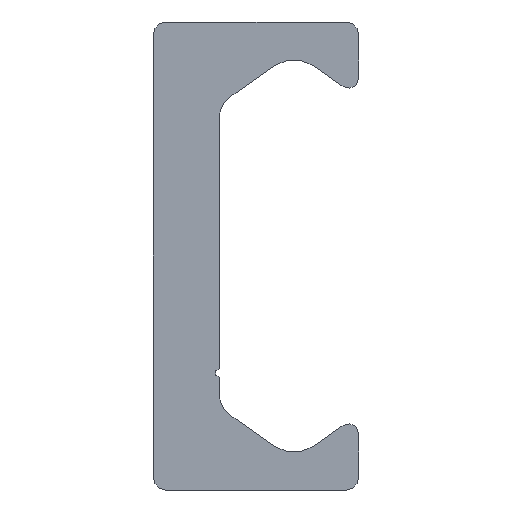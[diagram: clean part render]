
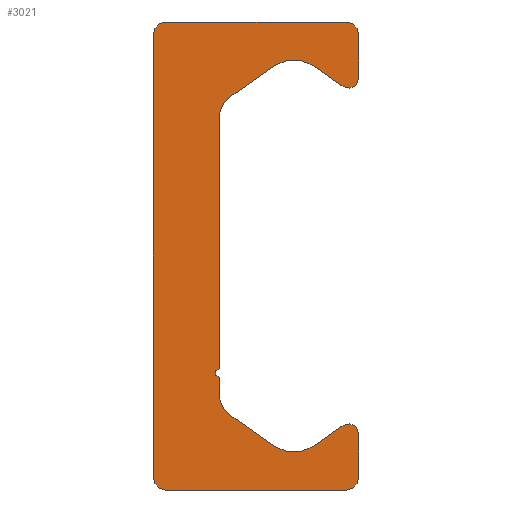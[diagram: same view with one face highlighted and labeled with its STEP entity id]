
A CAD part, left-side view. The second image highlights one B-rep face of the part: STEP entity #3021.
In plain terms, the highlighted planar face has unit normal (-1, 0, 0).
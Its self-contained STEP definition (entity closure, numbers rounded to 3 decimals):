
#2124=CARTESIAN_POINT('',(0.0,5.4,-14.));
#2125=VERTEX_POINT('',#2124);
#2132=CARTESIAN_POINT('',(0.0,6.15,-13.25));
#2133=VERTEX_POINT('',#2132);
#2134=CARTESIAN_POINT('',(0.0,5.4,-13.25));
#2135=DIRECTION('',(1.0,0.0,0.0));
#2136=DIRECTION('',(0.0,0.0,-1.0));
#2137=AXIS2_PLACEMENT_3D('',#2134,#2135,#2136);
#2138=CIRCLE('',#2137,0.75);
#2139=EDGE_CURVE('',#2125,#2133,#2138,.T.);
#2163=CARTESIAN_POINT('',(0.0,-5.4,-14.));
#2164=VERTEX_POINT('',#2163);
#2171=CARTESIAN_POINT('',(0.0,-5.4,-14.));
#2172=DIRECTION('',(0.0,1.0,0.0));
#2173=VECTOR('',#2172,10.8);
#2174=LINE('',#2171,#2173);
#2175=EDGE_CURVE('',#2164,#2125,#2174,.T.);
#2195=CARTESIAN_POINT('',(0.0,-6.15,-13.25));
#2196=VERTEX_POINT('',#2195);
#2203=CARTESIAN_POINT('',(0.0,-5.4,-13.25));
#2204=DIRECTION('',(1.0,0.0,0.0));
#2205=DIRECTION('',(0.0,-1.0,0.0));
#2206=AXIS2_PLACEMENT_3D('',#2203,#2204,#2205);
#2207=CIRCLE('',#2206,0.75);
#2208=EDGE_CURVE('',#2196,#2164,#2207,.T.);
#2227=CARTESIAN_POINT('',(0.0,-6.15,-10.63));
#2228=VERTEX_POINT('',#2227);
#2235=CARTESIAN_POINT('',(0.0,-6.15,-10.63));
#2236=DIRECTION('',(0.0,0.0,-1.0));
#2237=VECTOR('',#2236,2.62);
#2238=LINE('',#2235,#2237);
#2239=EDGE_CURVE('',#2228,#2196,#2238,.T.);
#2259=CARTESIAN_POINT('',(0.0,-5.206,-10.139));
#2260=VERTEX_POINT('',#2259);
#2267=CARTESIAN_POINT('',(0.0,-5.55,-10.63));
#2268=DIRECTION('',(1.0,0.0,0.0));
#2269=DIRECTION('',(0.0,0.574,0.819));
#2270=AXIS2_PLACEMENT_3D('',#2267,#2268,#2269);
#2271=CIRCLE('',#2270,0.6);
#2272=EDGE_CURVE('',#2260,#2228,#2271,.T.);
#2291=CARTESIAN_POINT('',(0.0,-3.417,-11.391));
#2292=VERTEX_POINT('',#2291);
#2299=CARTESIAN_POINT('',(0.0,-3.417,-11.391));
#2300=DIRECTION('',(0.0,-0.819,0.574));
#2301=VECTOR('',#2300,2.184);
#2302=LINE('',#2299,#2301);
#2303=EDGE_CURVE('',#2292,#2260,#2302,.T.);
#2323=CARTESIAN_POINT('',(0.0,-1.123,-11.391));
#2324=VERTEX_POINT('',#2323);
#2331=CARTESIAN_POINT('',(0.0,-2.27,-9.753));
#2332=DIRECTION('',(-1.0,0.0,0.0));
#2333=DIRECTION('',(0.0,0.574,0.819));
#2334=AXIS2_PLACEMENT_3D('',#2331,#2332,#2333);
#2335=CIRCLE('',#2334,2.0);
#2336=EDGE_CURVE('',#2324,#2292,#2335,.T.);
#2355=CARTESIAN_POINT('',(0.0,1.56,-9.512));
#2356=VERTEX_POINT('',#2355);
#2363=CARTESIAN_POINT('',(0.0,1.56,-9.512));
#2364=DIRECTION('',(0.0,-0.819,-0.574));
#2365=VECTOR('',#2364,3.276);
#2366=LINE('',#2363,#2365);
#2367=EDGE_CURVE('',#2356,#2324,#2366,.T.);
#2387=CARTESIAN_POINT('',(0.0,2.2,-8.283));
#2388=VERTEX_POINT('',#2387);
#2395=CARTESIAN_POINT('',(0.0,0.7,-8.283));
#2396=DIRECTION('',(-1.0,0.0,0.0));
#2397=DIRECTION('',(0.0,-0.574,0.819));
#2398=AXIS2_PLACEMENT_3D('',#2395,#2396,#2397);
#2399=CIRCLE('',#2398,1.5);
#2400=EDGE_CURVE('',#2388,#2356,#2399,.T.);
#2419=CARTESIAN_POINT('',(0.0,2.2,-7.25));
#2420=VERTEX_POINT('',#2419);
#2427=CARTESIAN_POINT('',(0.0,2.2,-7.25));
#2428=DIRECTION('',(0.0,0.0,-1.0));
#2429=VECTOR('',#2428,1.033);
#2430=LINE('',#2427,#2429);
#2431=EDGE_CURVE('',#2420,#2388,#2430,.T.);
#2451=CARTESIAN_POINT('',(0.0,2.2,-6.75));
#2452=VERTEX_POINT('',#2451);
#2459=CARTESIAN_POINT('',(0.0,2.2,-7.));
#2460=DIRECTION('',(-1.0,0.0,0.0));
#2461=DIRECTION('',(0.0,0.0,1.0));
#2462=AXIS2_PLACEMENT_3D('',#2459,#2460,#2461);
#2463=CIRCLE('',#2462,0.25);
#2464=EDGE_CURVE('',#2452,#2420,#2463,.T.);
#2483=CARTESIAN_POINT('',(0.0,2.2,8.283));
#2484=VERTEX_POINT('',#2483);
#2491=CARTESIAN_POINT('',(0.0,2.2,8.283));
#2492=DIRECTION('',(0.0,0.0,-1.0));
#2493=VECTOR('',#2492,15.033);
#2494=LINE('',#2491,#2493);
#2495=EDGE_CURVE('',#2484,#2452,#2494,.T.);
#2605=CARTESIAN_POINT('',(0.0,1.56,9.512));
#2606=VERTEX_POINT('',#2605);
#2613=CARTESIAN_POINT('',(0.0,0.7,8.283));
#2614=DIRECTION('',(-1.0,0.0,0.0));
#2615=DIRECTION('',(0.0,-1.0,0.0));
#2616=AXIS2_PLACEMENT_3D('',#2613,#2614,#2615);
#2617=CIRCLE('',#2616,1.5);
#2618=EDGE_CURVE('',#2606,#2484,#2617,.T.);
#2637=CARTESIAN_POINT('',(0.0,-1.123,11.391));
#2638=VERTEX_POINT('',#2637);
#2645=CARTESIAN_POINT('',(0.0,-1.123,11.391));
#2646=DIRECTION('',(0.0,0.819,-0.574));
#2647=VECTOR('',#2646,3.276);
#2648=LINE('',#2645,#2647);
#2649=EDGE_CURVE('',#2638,#2606,#2648,.T.);
#2669=CARTESIAN_POINT('',(0.0,-3.417,11.391));
#2670=VERTEX_POINT('',#2669);
#2677=CARTESIAN_POINT('',(0.0,-2.27,9.753));
#2678=DIRECTION('',(-1.0,0.0,0.0));
#2679=DIRECTION('',(0.0,-0.574,-0.819));
#2680=AXIS2_PLACEMENT_3D('',#2677,#2678,#2679);
#2681=CIRCLE('',#2680,2.0);
#2682=EDGE_CURVE('',#2670,#2638,#2681,.T.);
#2701=CARTESIAN_POINT('',(0.0,-5.206,10.139));
#2702=VERTEX_POINT('',#2701);
#2709=CARTESIAN_POINT('',(0.0,-5.206,10.139));
#2710=DIRECTION('',(0.0,0.819,0.574));
#2711=VECTOR('',#2710,2.184);
#2712=LINE('',#2709,#2711);
#2713=EDGE_CURVE('',#2702,#2670,#2712,.T.);
#2733=CARTESIAN_POINT('',(0.0,-6.15,10.63));
#2734=VERTEX_POINT('',#2733);
#2741=CARTESIAN_POINT('',(0.0,-5.55,10.63));
#2742=DIRECTION('',(1.0,0.0,0.0));
#2743=DIRECTION('',(0.0,-1.0,0.0));
#2744=AXIS2_PLACEMENT_3D('',#2741,#2742,#2743);
#2745=CIRCLE('',#2744,0.6);
#2746=EDGE_CURVE('',#2734,#2702,#2745,.T.);
#2765=CARTESIAN_POINT('',(0.0,-6.15,13.25));
#2766=VERTEX_POINT('',#2765);
#2773=CARTESIAN_POINT('',(0.0,-6.15,13.25));
#2774=DIRECTION('',(0.0,0.0,-1.0));
#2775=VECTOR('',#2774,2.62);
#2776=LINE('',#2773,#2775);
#2777=EDGE_CURVE('',#2766,#2734,#2776,.T.);
#2797=CARTESIAN_POINT('',(0.0,-5.4,14.));
#2798=VERTEX_POINT('',#2797);
#2805=CARTESIAN_POINT('',(0.0,-5.4,13.25));
#2806=DIRECTION('',(1.0,0.0,0.0));
#2807=DIRECTION('',(0.0,0.0,1.0));
#2808=AXIS2_PLACEMENT_3D('',#2805,#2806,#2807);
#2809=CIRCLE('',#2808,0.75);
#2810=EDGE_CURVE('',#2798,#2766,#2809,.T.);
#2829=CARTESIAN_POINT('',(0.0,5.4,14.));
#2830=VERTEX_POINT('',#2829);
#2837=CARTESIAN_POINT('',(0.0,5.4,14.));
#2838=DIRECTION('',(0.0,-1.0,0.0));
#2839=VECTOR('',#2838,10.8);
#2840=LINE('',#2837,#2839);
#2841=EDGE_CURVE('',#2830,#2798,#2840,.T.);
#2861=CARTESIAN_POINT('',(0.0,6.15,13.25));
#2862=VERTEX_POINT('',#2861);
#2869=CARTESIAN_POINT('',(0.0,5.4,13.25));
#2870=DIRECTION('',(1.0,0.0,0.0));
#2871=DIRECTION('',(0.0,1.0,0.0));
#2872=AXIS2_PLACEMENT_3D('',#2869,#2870,#2871);
#2873=CIRCLE('',#2872,0.75);
#2874=EDGE_CURVE('',#2862,#2830,#2873,.T.);
#2892=CARTESIAN_POINT('',(0.0,6.15,-13.25));
#2893=DIRECTION('',(0.0,0.0,1.0));
#2894=VECTOR('',#2893,26.5);
#2895=LINE('',#2892,#2894);
#2896=EDGE_CURVE('',#2133,#2862,#2895,.T.);
#2992=CARTESIAN_POINT('',(0.0,1.352,-0.021));
#2993=DIRECTION('',(1.0,0.0,0.0));
#2994=DIRECTION('',(0.0,0.0,-1.0));
#2995=AXIS2_PLACEMENT_3D('',#2992,#2993,#2994);
#2996=PLANE('',#2995);
#2997=ORIENTED_EDGE('',*,*,#2896,.F.);
#2998=ORIENTED_EDGE('',*,*,#2139,.F.);
#2999=ORIENTED_EDGE('',*,*,#2175,.F.);
#3000=ORIENTED_EDGE('',*,*,#2208,.F.);
#3001=ORIENTED_EDGE('',*,*,#2239,.F.);
#3002=ORIENTED_EDGE('',*,*,#2272,.F.);
#3003=ORIENTED_EDGE('',*,*,#2303,.F.);
#3004=ORIENTED_EDGE('',*,*,#2336,.F.);
#3005=ORIENTED_EDGE('',*,*,#2367,.F.);
#3006=ORIENTED_EDGE('',*,*,#2400,.F.);
#3007=ORIENTED_EDGE('',*,*,#2431,.F.);
#3008=ORIENTED_EDGE('',*,*,#2464,.F.);
#3009=ORIENTED_EDGE('',*,*,#2495,.F.);
#3010=ORIENTED_EDGE('',*,*,#2618,.F.);
#3011=ORIENTED_EDGE('',*,*,#2649,.F.);
#3012=ORIENTED_EDGE('',*,*,#2682,.F.);
#3013=ORIENTED_EDGE('',*,*,#2713,.F.);
#3014=ORIENTED_EDGE('',*,*,#2746,.F.);
#3015=ORIENTED_EDGE('',*,*,#2777,.F.);
#3016=ORIENTED_EDGE('',*,*,#2810,.F.);
#3017=ORIENTED_EDGE('',*,*,#2841,.F.);
#3018=ORIENTED_EDGE('',*,*,#2874,.F.);
#3019=EDGE_LOOP('',(#2997,#2998,#2999,#3000,#3001,#3002,#3003,#3004,#3005,#3006,#3007,#3008,#3009,#3010,#3011,#3012,#3013,#3014,#3015,#3016,#3017,#3018));
#3020=FACE_OUTER_BOUND('',#3019,.T.);
#3021=ADVANCED_FACE('',(#3020),#2996,.F.);
